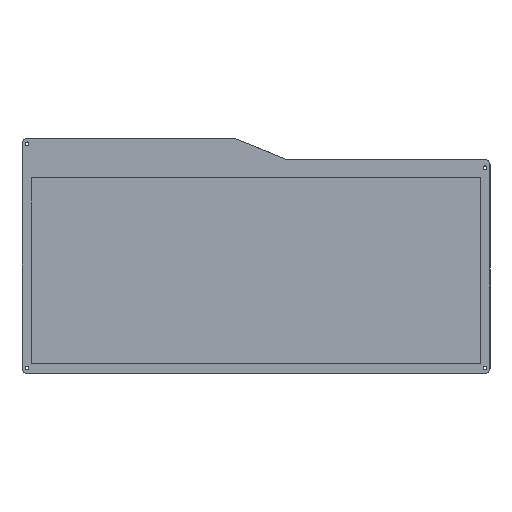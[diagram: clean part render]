
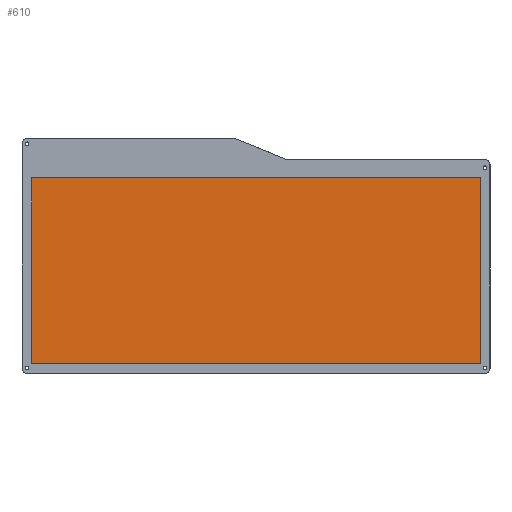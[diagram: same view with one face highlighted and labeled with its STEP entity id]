
A CAD part, top view. The second image highlights one B-rep face of the part: STEP entity #610.
In plain terms, the highlighted planar face has unit normal (0, 0, 1).
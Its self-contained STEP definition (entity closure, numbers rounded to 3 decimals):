
#43=PLANE('',#684);
#73=FACE_OUTER_BOUND('',#119,.T.);
#119=EDGE_LOOP('',(#487,#488,#489,#490));
#183=LINE('',#1010,#230);
#184=LINE('',#1012,#231);
#185=LINE('',#1014,#232);
#186=LINE('',#1015,#233);
#230=VECTOR('',#824,10.);
#231=VECTOR('',#825,10.);
#232=VECTOR('',#826,10.);
#233=VECTOR('',#827,10.);
#311=VERTEX_POINT('',#1008);
#312=VERTEX_POINT('',#1009);
#313=VERTEX_POINT('',#1011);
#314=VERTEX_POINT('',#1013);
#378=EDGE_CURVE('',#311,#312,#183,.T.);
#379=EDGE_CURVE('',#313,#311,#184,.T.);
#380=EDGE_CURVE('',#314,#313,#185,.T.);
#381=EDGE_CURVE('',#312,#314,#186,.T.);
#487=ORIENTED_EDGE('',*,*,#378,.F.);
#488=ORIENTED_EDGE('',*,*,#379,.F.);
#489=ORIENTED_EDGE('',*,*,#380,.F.);
#490=ORIENTED_EDGE('',*,*,#381,.F.);
#610=ADVANCED_FACE('',(#73),#43,.T.);
#684=AXIS2_PLACEMENT_3D('',#1007,#822,#823);
#822=DIRECTION('center_axis',(0.,0.,1.));
#823=DIRECTION('ref_axis',(1.,0.,0.));
#824=DIRECTION('',(0.,1.,0.));
#825=DIRECTION('',(-1.,0.,0.));
#826=DIRECTION('',(0.,-1.,0.));
#827=DIRECTION('',(1.,0.,0.));
#1007=CARTESIAN_POINT('Origin',(220.,91.,3.));
#1008=CARTESIAN_POINT('',(0.,0.,3.));
#1009=CARTESIAN_POINT('',(0.,182.,3.));
#1010=CARTESIAN_POINT('',(0.,45.5,3.));
#1011=CARTESIAN_POINT('',(440.,0.,3.));
#1012=CARTESIAN_POINT('',(330.,0.,3.));
#1013=CARTESIAN_POINT('',(440.,182.,3.));
#1014=CARTESIAN_POINT('',(440.,136.5,3.));
#1015=CARTESIAN_POINT('',(110.,182.,3.));
